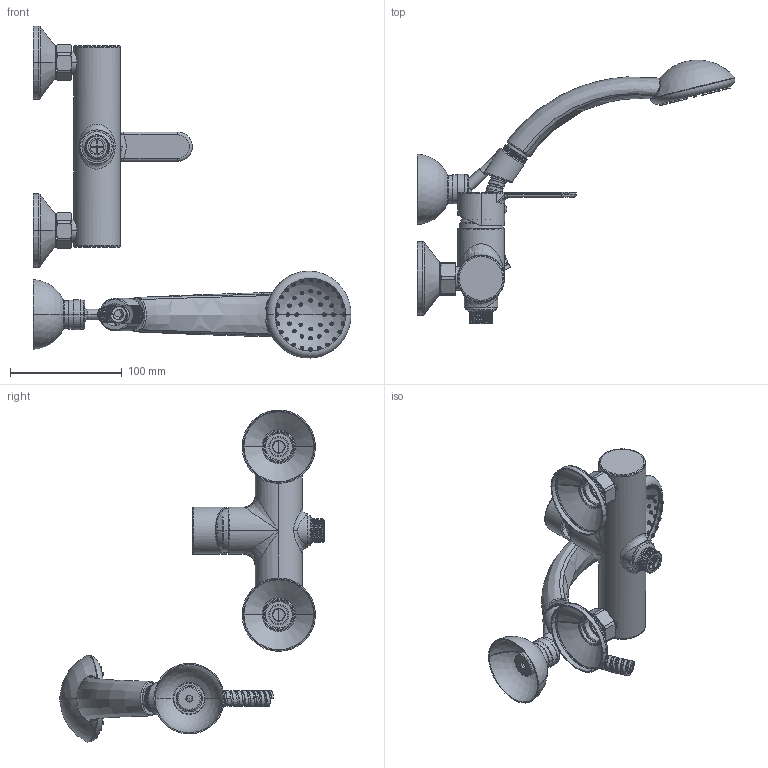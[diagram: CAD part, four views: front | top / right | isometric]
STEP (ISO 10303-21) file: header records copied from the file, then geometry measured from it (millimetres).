
FILE_DESCRIPTION((''),'2;1');
FILE_NAME('BLU168DCR','2021-11-29T13:13:24',('ut3'),('PAFFONI SpA'),'CREO PARAMETRIC BY PTC INC, 2020044','CREO PARAMETRIC BY PTC INC, 2020044','');
FILE_SCHEMA(('CONFIG_CONTROL_DESIGN','SHAPE_APPEARANCE_LAYERS_GROUPS'));
Length unit declared in the file: millimetre
Products named in the file (1): BLU168DCR
Bounding box: 283.94 x 235.97 x 296.46 mm (x, y, z)
Volume: 349992.2 mm3; surface area: 194122.3 mm2
Topology: 8 solids, 8 shells, 1973 faces, 5185 edges, 3310 vertices
Faces by surface type: plane 830, cylinder 744, bspline 136, torus 120, cone 120, sphere 23
Entity records: 94528 total; most frequent: CARTESIAN_POINT 30785, ORIENTED_EDGE 10338, DIRECTION 10245, EDGE_CURVE 5169, AXIS2_PLACEMENT_3D 3829, VERTEX_POINT 3310, VECTOR 2587, LINE 2587
